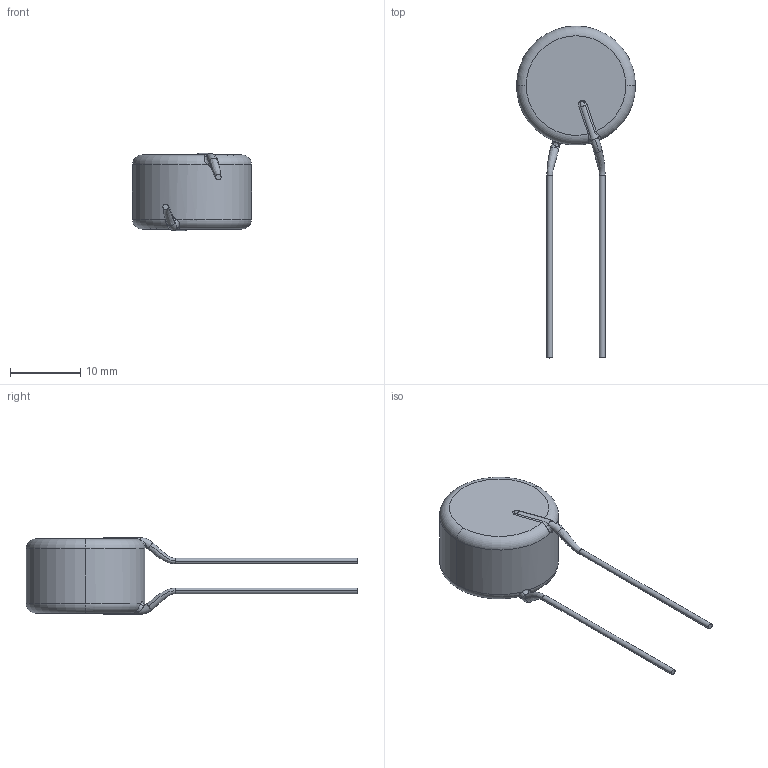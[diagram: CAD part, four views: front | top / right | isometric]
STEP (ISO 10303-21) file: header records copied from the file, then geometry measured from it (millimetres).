
FILE_DESCRIPTION (( 'STEP AP214' ), '1' );
FILE_NAME ('TMOV14RP300E.STEP', '2023-12-29T05:12:07', ( '' ), ( '' ), 'SwSTEP 2.0', 'SolidWorks 2021', '' );
FILE_SCHEMA (( 'AUTOMOTIVE_DESIGN' ));
Length unit declared in the file: millimetre
Products named in the file (1): TMOV14RP300E
Bounding box: 17 x 47.4 x 11 mm (x, y, z)
Volume: 2402.2 mm3; surface area: 1127.5 mm2
Topology: 3 solids, 3 shells, 48 faces, 106 edges, 64 vertices
Faces by surface type: bspline 16, cylinder 12, torus 12, plane 8
Entity records: 2182 total; most frequent: CARTESIAN_POINT 1137, ORIENTED_EDGE 212, DIRECTION 204, EDGE_CURVE 106, AXIS2_PLACEMENT_3D 95, VERTEX_POINT 64, CIRCLE 62, EDGE_LOOP 48
